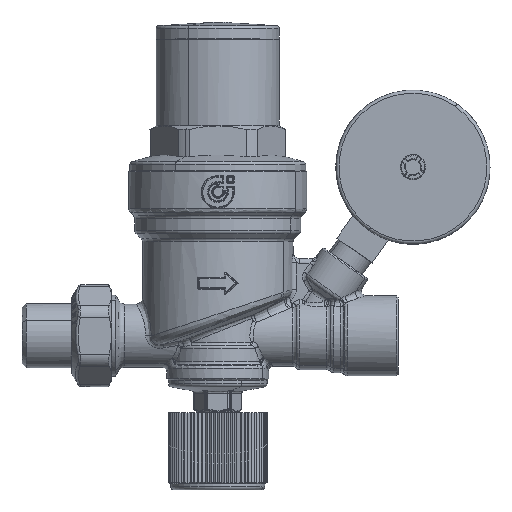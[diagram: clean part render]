
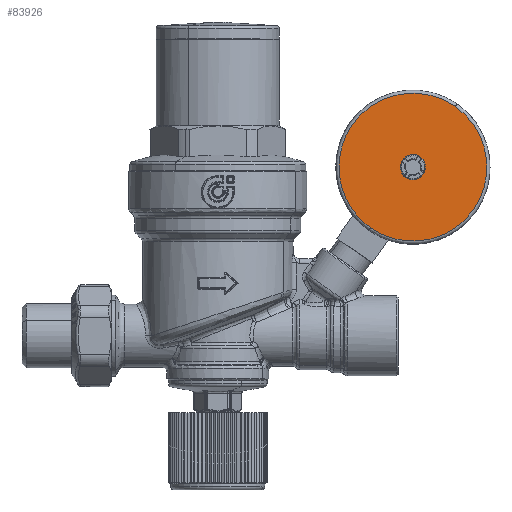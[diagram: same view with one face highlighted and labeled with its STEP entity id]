
A CAD part, top view. The second image highlights one B-rep face of the part: STEP entity #83926.
In plain terms, the highlighted planar face has unit normal (0, 0, 1).
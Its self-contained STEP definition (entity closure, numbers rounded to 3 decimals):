
#83518=CARTESIAN_POINT('Vertex',(66.852,52.797,17.25)) ;
#83561=CARTESIAN_POINT('Vertex',(66.233,51.912,17.25)) ;
#83564=CARTESIAN_POINT('Axis2P3D Location',(63.296,54.628,17.25)) ;
#83802=CARTESIAN_POINT('Axis2P3D Location',(63.296,54.628,17.25)) ;
#83806=CARTESIAN_POINT('Vertex',(67.271,54.185,17.25)) ;
#83821=CARTESIAN_POINT('Axis2P3D Location',(63.296,54.628,17.25)) ;
#83826=CARTESIAN_POINT('Axis2P3D Location',(63.296,54.628,17.25)) ;
#83830=CARTESIAN_POINT('Vertex',(49.53,34.968,17.25)) ;
#83832=CARTESIAN_POINT('Vertex',(77.062,74.287,17.25)) ;
#83835=CARTESIAN_POINT('Axis2P3D Location',(63.296,54.628,17.25)) ;
#83844=CARTESIAN_POINT('Axis2P3D Location',(63.296,54.628,17.25)) ;
#83848=CARTESIAN_POINT('Vertex',(65.59,57.904,17.25)) ;
#83850=CARTESIAN_POINT('Vertex',(66.012,57.565,17.25)) ;
#83853=CARTESIAN_POINT('Axis2P3D Location',(63.296,54.628,17.25)) ;
#83858=CARTESIAN_POINT('Axis2P3D Location',(63.296,54.628,17.25)) ;
#83862=CARTESIAN_POINT('Vertex',(61.465,51.071,17.25)) ;
#83865=CARTESIAN_POINT('Axis2P3D Location',(63.296,54.628,17.25)) ;
#83869=CARTESIAN_POINT('Vertex',(61.002,51.351,17.25)) ;
#83872=CARTESIAN_POINT('Axis2P3D Location',(63.296,54.628,17.25)) ;
#83876=CARTESIAN_POINT('Vertex',(60.58,51.691,17.25)) ;
#83879=CARTESIAN_POINT('Axis2P3D Location',(63.296,54.628,17.25)) ;
#83883=CARTESIAN_POINT('Vertex',(59.32,55.07,17.25)) ;
#83886=CARTESIAN_POINT('Axis2P3D Location',(63.296,54.628,17.25)) ;
#83890=CARTESIAN_POINT('Vertex',(59.74,56.459,17.25)) ;
#83893=CARTESIAN_POINT('Axis2P3D Location',(63.296,54.628,17.25)) ;
#83897=CARTESIAN_POINT('Vertex',(60.359,57.343,17.25)) ;
#83900=CARTESIAN_POINT('Axis2P3D Location',(63.296,54.628,17.25)) ;
#83904=CARTESIAN_POINT('Vertex',(65.127,58.184,17.25)) ;
#83907=CARTESIAN_POINT('Axis2P3D Location',(63.296,54.628,17.25)) ;
#83565=DIRECTION('Axis2P3D Direction',(0.,0.,-1.)) ;
#83803=DIRECTION('Axis2P3D Direction',(0.,0.,1.)) ;
#83822=DIRECTION('Axis2P3D Direction',(0.,0.,-1.)) ;
#83823=DIRECTION('Axis2P3D XDirection',(-0.574,-0.819,0.)) ;
#83827=DIRECTION('Axis2P3D Direction',(0.,0.,-1.)) ;
#83836=DIRECTION('Axis2P3D Direction',(0.,0.,-1.)) ;
#83845=DIRECTION('Axis2P3D Direction',(0.,0.,-1.)) ;
#83854=DIRECTION('Axis2P3D Direction',(0.,0.,-1.)) ;
#83859=DIRECTION('Axis2P3D Direction',(0.,0.,-1.)) ;
#83866=DIRECTION('Axis2P3D Direction',(0.,0.,-1.)) ;
#83873=DIRECTION('Axis2P3D Direction',(0.,0.,-1.)) ;
#83880=DIRECTION('Axis2P3D Direction',(0.,0.,-1.)) ;
#83887=DIRECTION('Axis2P3D Direction',(0.,0.,-1.)) ;
#83894=DIRECTION('Axis2P3D Direction',(0.,0.,-1.)) ;
#83901=DIRECTION('Axis2P3D Direction',(0.,0.,-1.)) ;
#83908=DIRECTION('Axis2P3D Direction',(0.,0.,-1.)) ;
#83566=AXIS2_PLACEMENT_3D('Circle Axis2P3D',#83564,#83565,$) ;
#83804=AXIS2_PLACEMENT_3D('Circle Axis2P3D',#83802,#83803,$) ;
#83824=AXIS2_PLACEMENT_3D('Plane Axis2P3D',#83821,#83822,#83823) ;
#83828=AXIS2_PLACEMENT_3D('Circle Axis2P3D',#83826,#83827,$) ;
#83837=AXIS2_PLACEMENT_3D('Circle Axis2P3D',#83835,#83836,$) ;
#83846=AXIS2_PLACEMENT_3D('Circle Axis2P3D',#83844,#83845,$) ;
#83855=AXIS2_PLACEMENT_3D('Circle Axis2P3D',#83853,#83854,$) ;
#83860=AXIS2_PLACEMENT_3D('Circle Axis2P3D',#83858,#83859,$) ;
#83867=AXIS2_PLACEMENT_3D('Circle Axis2P3D',#83865,#83866,$) ;
#83874=AXIS2_PLACEMENT_3D('Circle Axis2P3D',#83872,#83873,$) ;
#83881=AXIS2_PLACEMENT_3D('Circle Axis2P3D',#83879,#83880,$) ;
#83888=AXIS2_PLACEMENT_3D('Circle Axis2P3D',#83886,#83887,$) ;
#83895=AXIS2_PLACEMENT_3D('Circle Axis2P3D',#83893,#83894,$) ;
#83902=AXIS2_PLACEMENT_3D('Circle Axis2P3D',#83900,#83901,$) ;
#83909=AXIS2_PLACEMENT_3D('Circle Axis2P3D',#83907,#83908,$) ;
#83567=CIRCLE('generated circle',#83566,4.) ;
#83805=CIRCLE('generated circle',#83804,4.) ;
#83829=CIRCLE('generated circle',#83828,24.) ;
#83838=CIRCLE('generated circle',#83837,24.) ;
#83847=CIRCLE('generated circle',#83846,4.) ;
#83856=CIRCLE('generated circle',#83855,4.) ;
#83861=CIRCLE('generated circle',#83860,4.) ;
#83868=CIRCLE('generated circle',#83867,4.) ;
#83875=CIRCLE('generated circle',#83874,4.) ;
#83882=CIRCLE('generated circle',#83881,4.) ;
#83889=CIRCLE('generated circle',#83888,4.) ;
#83896=CIRCLE('generated circle',#83895,4.) ;
#83903=CIRCLE('generated circle',#83902,4.) ;
#83910=CIRCLE('generated circle',#83909,4.) ;
#83825=PLANE('',#83824) ;
#83925=FACE_BOUND('',#83912,.T.) ;
#83568=EDGE_CURVE('',#83519,#83562,#83567,.T.) ;
#83808=EDGE_CURVE('',#83807,#83519,#83805,.F.) ;
#83834=EDGE_CURVE('',#83831,#83833,#83829,.T.) ;
#83839=EDGE_CURVE('',#83833,#83831,#83838,.T.) ;
#83852=EDGE_CURVE('',#83849,#83851,#83847,.T.) ;
#83857=EDGE_CURVE('',#83851,#83807,#83856,.T.) ;
#83864=EDGE_CURVE('',#83562,#83863,#83861,.T.) ;
#83871=EDGE_CURVE('',#83863,#83870,#83868,.T.) ;
#83878=EDGE_CURVE('',#83870,#83877,#83875,.T.) ;
#83885=EDGE_CURVE('',#83877,#83884,#83882,.T.) ;
#83892=EDGE_CURVE('',#83884,#83891,#83889,.T.) ;
#83899=EDGE_CURVE('',#83891,#83898,#83896,.T.) ;
#83906=EDGE_CURVE('',#83898,#83905,#83903,.T.) ;
#83911=EDGE_CURVE('',#83905,#83849,#83910,.T.) ;
#83841=ORIENTED_EDGE('',*,*,#83834,.F.) ;
#83842=ORIENTED_EDGE('',*,*,#83839,.F.) ;
#83913=ORIENTED_EDGE('',*,*,#83852,.T.) ;
#83914=ORIENTED_EDGE('',*,*,#83857,.T.) ;
#83915=ORIENTED_EDGE('',*,*,#83808,.T.) ;
#83916=ORIENTED_EDGE('',*,*,#83568,.T.) ;
#83917=ORIENTED_EDGE('',*,*,#83864,.T.) ;
#83918=ORIENTED_EDGE('',*,*,#83871,.T.) ;
#83919=ORIENTED_EDGE('',*,*,#83878,.T.) ;
#83920=ORIENTED_EDGE('',*,*,#83885,.T.) ;
#83921=ORIENTED_EDGE('',*,*,#83892,.T.) ;
#83922=ORIENTED_EDGE('',*,*,#83899,.T.) ;
#83923=ORIENTED_EDGE('',*,*,#83906,.T.) ;
#83924=ORIENTED_EDGE('',*,*,#83911,.T.) ;
#83840=EDGE_LOOP('',(#83841,#83842)) ;
#83912=EDGE_LOOP('',(#83913,#83914,#83915,#83916,#83917,#83918,#83919,#83920,#83921,#83922,#83923,#83924)) ;
#83519=VERTEX_POINT('',#83518) ;
#83562=VERTEX_POINT('',#83561) ;
#83807=VERTEX_POINT('',#83806) ;
#83831=VERTEX_POINT('',#83830) ;
#83833=VERTEX_POINT('',#83832) ;
#83849=VERTEX_POINT('',#83848) ;
#83851=VERTEX_POINT('',#83850) ;
#83863=VERTEX_POINT('',#83862) ;
#83870=VERTEX_POINT('',#83869) ;
#83877=VERTEX_POINT('',#83876) ;
#83884=VERTEX_POINT('',#83883) ;
#83891=VERTEX_POINT('',#83890) ;
#83898=VERTEX_POINT('',#83897) ;
#83905=VERTEX_POINT('',#83904) ;
#83926=ADVANCED_FACE('PartBody',(#83843,#83925),#83825,.F.) ;
#83843=FACE_OUTER_BOUND('',#83840,.T.) ;
